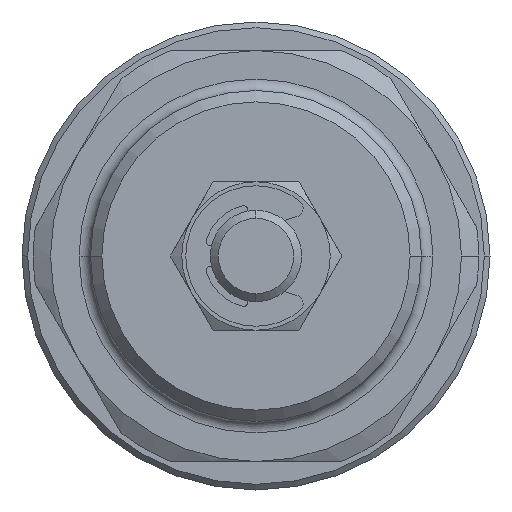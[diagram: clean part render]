
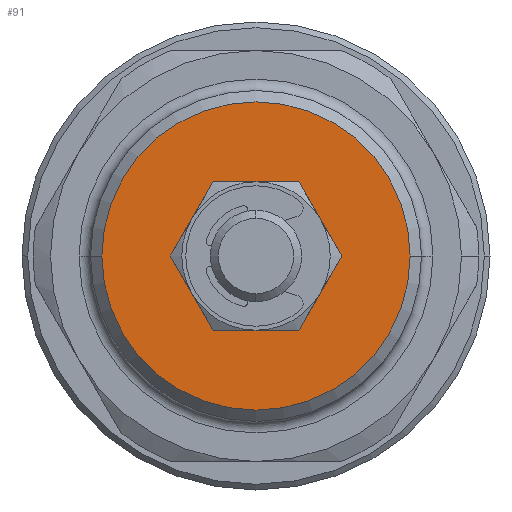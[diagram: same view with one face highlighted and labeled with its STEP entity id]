
A CAD part, left-side view. The second image highlights one B-rep face of the part: STEP entity #91.
In plain terms, the highlighted planar face has unit normal (-1, 0, 0).
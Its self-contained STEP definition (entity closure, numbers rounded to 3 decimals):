
#91 = ADVANCED_FACE ( 'NONE', ( #2307, #5850 ), #2638, .F. ) ;
#104 = EDGE_CURVE ( 'NONE', #4073, #5980, #3873, .T. ) ;
#143 = EDGE_LOOP ( 'NONE', ( #3095, #3355 ) ) ;
#186 = VERTEX_POINT ( 'NONE', #471 ) ;
#209 = DIRECTION ( 'NONE',  ( 1., 0., 0. ) ) ;
#277 = CARTESIAN_POINT ( 'NONE',  ( -18., -13.5, 0. ) ) ;
#424 = DIRECTION ( 'NONE',  ( 0., 1., 0. ) ) ;
#471 = CARTESIAN_POINT ( 'NONE',  ( -18., 13.5, 0. ) ) ;
#655 = DIRECTION ( 'NONE',  ( 0., -1., 0. ) ) ;
#841 = AXIS2_PLACEMENT_3D ( 'NONE', #2666, #7299, #3320 ) ;
#1293 = AXIS2_PLACEMENT_3D ( 'NONE', #7270, #4632, #655 ) ;
#1667 = ORIENTED_EDGE ( 'NONE', *, *, #104, .T. ) ;
#2144 = CIRCLE ( 'NONE', #5352, 13.5 ) ;
#2194 = EDGE_LOOP ( 'NONE', ( #1667, #6339 ) ) ;
#2307 = FACE_BOUND ( 'NONE', #2194, .T. ) ;
#2638 = PLANE ( 'NONE',  #1293 ) ;
#2666 = CARTESIAN_POINT ( 'NONE',  ( -18., 0., 0. ) ) ;
#3095 = ORIENTED_EDGE ( 'NONE', *, *, #3945, .T. ) ;
#3285 = DIRECTION ( 'NONE',  ( -1., 0., 0. ) ) ;
#3320 = DIRECTION ( 'NONE',  ( 0., 0., -1. ) ) ;
#3355 = ORIENTED_EDGE ( 'NONE', *, *, #7574, .T. ) ;
#3873 = CIRCLE ( 'NONE', #841, 6.5 ) ;
#3945 = EDGE_CURVE ( 'NONE', #7872, #186, #2144, .T. ) ;
#4073 = VERTEX_POINT ( 'NONE', #7082 ) ;
#4196 = CARTESIAN_POINT ( 'NONE',  ( -18., 0., 0. ) ) ;
#4415 = DIRECTION ( 'NONE',  ( -1., 0., 0. ) ) ;
#4493 = AXIS2_PLACEMENT_3D ( 'NONE', #7256, #3285, #7930 ) ;
#4632 = DIRECTION ( 'NONE',  ( 1., 0., 0. ) ) ;
#4832 = AXIS2_PLACEMENT_3D ( 'NONE', #4196, #209, #4862 ) ;
#4862 = DIRECTION ( 'NONE',  ( 0., 0., -1. ) ) ;
#5352 = AXIS2_PLACEMENT_3D ( 'NONE', #8385, #4415, #424 ) ;
#5487 = CARTESIAN_POINT ( 'NONE',  ( -18., 0., -6.5 ) ) ;
#5850 = FACE_OUTER_BOUND ( 'NONE', #143, .T. ) ;
#5980 = VERTEX_POINT ( 'NONE', #5487 ) ;
#6339 = ORIENTED_EDGE ( 'NONE', *, *, #6862, .T. ) ;
#6862 = EDGE_CURVE ( 'NONE', #5980, #4073, #8020, .T. ) ;
#7082 = CARTESIAN_POINT ( 'NONE',  ( -18., 0., 6.5 ) ) ;
#7256 = CARTESIAN_POINT ( 'NONE',  ( -18., 0., 0. ) ) ;
#7270 = CARTESIAN_POINT ( 'NONE',  ( -18., 0., -13.5 ) ) ;
#7299 = DIRECTION ( 'NONE',  ( 1., 0., 0. ) ) ;
#7574 = EDGE_CURVE ( 'NONE', #186, #7872, #8583, .T. ) ;
#7872 = VERTEX_POINT ( 'NONE', #277 ) ;
#7930 = DIRECTION ( 'NONE',  ( 0., 1., 0. ) ) ;
#8020 = CIRCLE ( 'NONE', #4832, 6.5 ) ;
#8385 = CARTESIAN_POINT ( 'NONE',  ( -18., 0., 0. ) ) ;
#8583 = CIRCLE ( 'NONE', #4493, 13.5 ) ;
